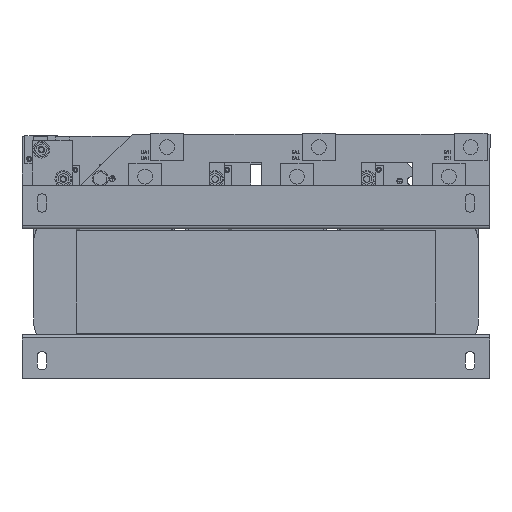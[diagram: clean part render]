
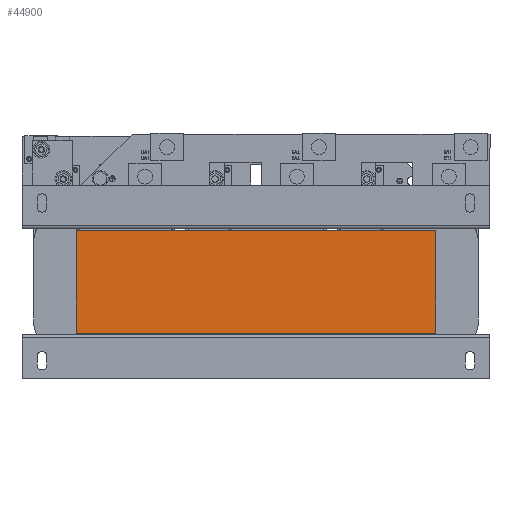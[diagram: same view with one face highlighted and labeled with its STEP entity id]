
A CAD part, front view. The second image highlights one B-rep face of the part: STEP entity #44900.
In plain terms, the highlighted planar face has unit normal (0, -1, 0).
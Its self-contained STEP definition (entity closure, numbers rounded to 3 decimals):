
#398 = PLANE ( 'NONE',  #30130 ) ;
#1155 = VERTEX_POINT ( 'NONE', #42683 ) ;
#5784 = ORIENTED_EDGE ( 'NONE', *, *, #6750, .F. ) ;
#6750 = EDGE_CURVE ( 'NONE', #42033, #47460, #67423, .T. ) ;
#10121 = CARTESIAN_POINT ( 'NONE',  ( 225., -35., 64.25 ) ) ;
#10385 = ORIENTED_EDGE ( 'NONE', *, *, #18723, .T. ) ;
#12752 = CARTESIAN_POINT ( 'NONE',  ( 225., -35., -64.25 ) ) ;
#13301 = VECTOR ( 'NONE', #32798, 1000. ) ;
#14455 = VECTOR ( 'NONE', #65886, 1000. ) ;
#14646 = CARTESIAN_POINT ( 'NONE',  ( -225., -35., 64.25 ) ) ;
#14917 = VERTEX_POINT ( 'NONE', #16066 ) ;
#16066 = CARTESIAN_POINT ( 'NONE',  ( -225., -35., 64.25 ) ) ;
#16973 = VECTOR ( 'NONE', #32348, 1000. ) ;
#17509 = CARTESIAN_POINT ( 'NONE',  ( -225., -35., -64.25 ) ) ;
#18723 = EDGE_CURVE ( 'NONE', #14917, #1155, #31244, .T. ) ;
#19232 = DIRECTION ( 'NONE',  ( 0., 0., 1. ) ) ;
#21282 = CARTESIAN_POINT ( 'NONE',  ( 225., -35., 64.25 ) ) ;
#27126 = FACE_OUTER_BOUND ( 'NONE', #64250, .T. ) ;
#30130 = AXIS2_PLACEMENT_3D ( 'NONE', #67367, #43772, #19232 ) ;
#31244 = LINE ( 'NONE', #69096, #13301 ) ;
#32348 = DIRECTION ( 'NONE',  ( 1., 0., 0. ) ) ;
#32798 = DIRECTION ( 'NONE',  ( 0., 0., -1. ) ) ;
#39099 = EDGE_CURVE ( 'NONE', #1155, #47460, #56009, .T. ) ;
#41147 = EDGE_CURVE ( 'NONE', #14917, #42033, #54780, .T. ) ;
#42033 = VERTEX_POINT ( 'NONE', #10121 ) ;
#42683 = CARTESIAN_POINT ( 'NONE',  ( -225., -35., -64.25 ) ) ;
#43772 = DIRECTION ( 'NONE',  ( 0., 1., 0. ) ) ;
#44900 = ADVANCED_FACE ( 'NONE', ( #27126 ), #398, .F. ) ;
#45570 = VECTOR ( 'NONE', #51052, 1000. ) ;
#47460 = VERTEX_POINT ( 'NONE', #12752 ) ;
#51052 = DIRECTION ( 'NONE',  ( 0., 0., -1. ) ) ;
#54780 = LINE ( 'NONE', #14646, #16973 ) ;
#55214 = ORIENTED_EDGE ( 'NONE', *, *, #39099, .T. ) ;
#56009 = LINE ( 'NONE', #17509, #14455 ) ;
#64250 = EDGE_LOOP ( 'NONE', ( #55214, #5784, #74295, #10385 ) ) ;
#65886 = DIRECTION ( 'NONE',  ( 1., 0., 0. ) ) ;
#67367 = CARTESIAN_POINT ( 'NONE',  ( -225., -35., 64.25 ) ) ;
#67423 = LINE ( 'NONE', #21282, #45570 ) ;
#69096 = CARTESIAN_POINT ( 'NONE',  ( -225., -35., 64.25 ) ) ;
#74295 = ORIENTED_EDGE ( 'NONE', *, *, #41147, .F. ) ;
